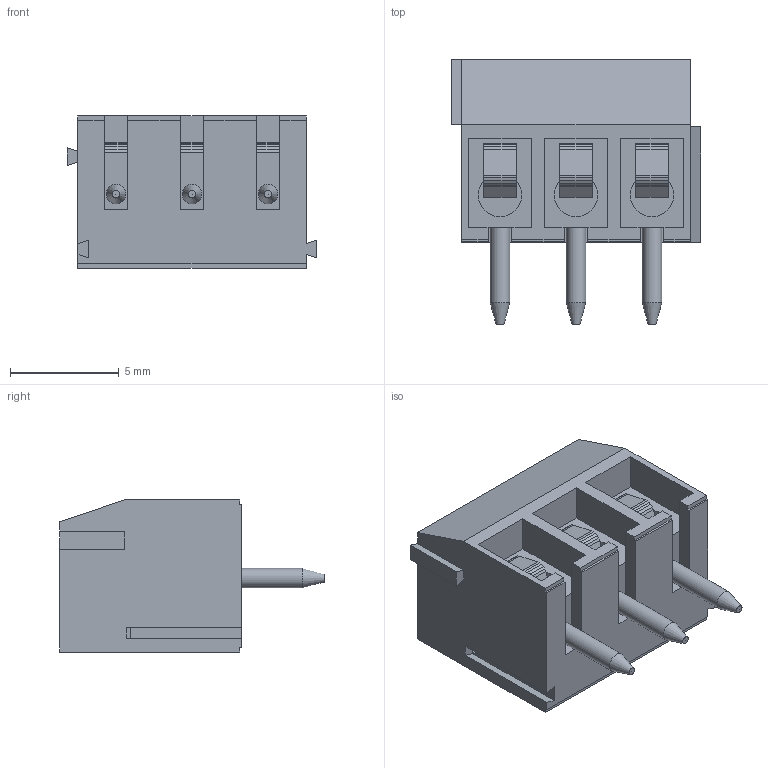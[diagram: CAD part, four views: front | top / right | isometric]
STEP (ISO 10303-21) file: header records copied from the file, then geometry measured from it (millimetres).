
FILE_DESCRIPTION(/* description */ ('STEP AP242','CAx-IF Rec.Pracs.---Representation and Presentation of Product Manufacturing Information (PMI)---4.0---2014-10-13','CAx-IF Rec.Pracs.---3D Tessellated Geometry---0.4---2014-09-14','2;1'),/* implementation_level */ '2;1');
FILE_NAME(/* name */ '675661ddb9eb3679ceec47aa',/* time_stamp */ '2024-12-09T03:19:57Z',/* author */ (''),/* organization */ (''),/* preprocessor_version */ 'ST-DEVELOPER v20',/* originating_system */ 'ONSHAPE BY PTC INC, 1.190',/* authorisation */ ' ');
FILE_SCHEMA (('AP242_MANAGED_MODEL_BASED_3D_ENGINEERING_MIM_LF { 1 0 10303 442 1 1 4 }'));
Length unit declared in the file: metre
Products named in the file (1): terminal_blocks_a-tb350-te03
Bounding box: 11.49 x 12.19 x 7 mm (x, y, z)
Volume: 452.5 mm3; surface area: 813.7 mm2
Topology: 1 solids, 1 shells, 186 faces, 504 edges, 336 vertices
Faces by surface type: plane 168, cylinder 12, cone 6
Full cylindrical faces by diameter (mm): 0.899 x3, 2 x3, 2.99 x3, 3 x3
Entity records: 6254 total; most frequent: CARTESIAN_POINT 994, ORIENTED_EDGE 954, DIRECTION 878, EDGE_CURVE 477, LINE 450, VECTOR 450, VERTEX_POINT 330, FACE_BOUND 225
